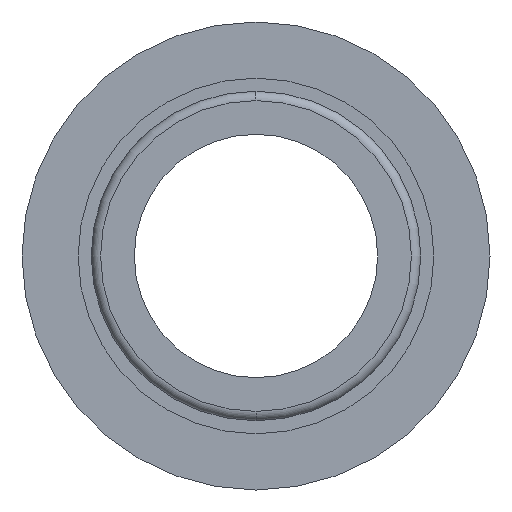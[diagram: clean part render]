
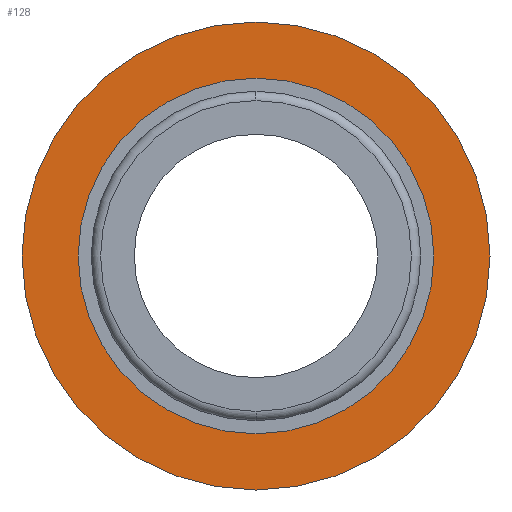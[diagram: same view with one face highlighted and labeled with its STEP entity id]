
A CAD part, front view. The second image highlights one B-rep face of the part: STEP entity #128.
In plain terms, the highlighted planar face has unit normal (0, -1, 0).
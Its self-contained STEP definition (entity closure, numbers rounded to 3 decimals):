
#128=ADVANCED_FACE('',(#273,#274),#275,.T.);
#273=FACE_OUTER_BOUND('',#428,.T.);
#274=FACE_BOUND('',#429,.T.);
#275=PLANE('',#430);
#428=EDGE_LOOP('',(#717,#718));
#429=EDGE_LOOP('',(#719,#720));
#430=AXIS2_PLACEMENT_3D('',#721,#722,#723);
#717=ORIENTED_EDGE('',*,*,#969,.T.);
#718=ORIENTED_EDGE('',*,*,#893,.T.);
#719=ORIENTED_EDGE('',*,*,#926,.F.);
#720=ORIENTED_EDGE('',*,*,#970,.F.);
#721=CARTESIAN_POINT('',(0.0,27.0,0.0));
#722=DIRECTION('',(0.0,-1.0,0.0));
#723=DIRECTION('',(-1.0,0.0,0.0));
#893=EDGE_CURVE('',#1062,#1060,#1063,.T.);
#926=EDGE_CURVE('',#1115,#1113,#1117,.T.);
#969=EDGE_CURVE('',#1060,#1062,#1166,.T.);
#970=EDGE_CURVE('',#1113,#1115,#1167,.T.);
#1060=VERTEX_POINT('',#1268);
#1062=VERTEX_POINT('',#1271);
#1063=CIRCLE('',#1272,12.5);
#1113=VERTEX_POINT('',#1325);
#1115=VERTEX_POINT('',#1328);
#1117=CIRCLE('',#1331,9.5);
#1166=CIRCLE('',#1398,12.5);
#1167=CIRCLE('',#1399,9.5);
#1268=CARTESIAN_POINT('',(12.5,27.0,0.0));
#1271=CARTESIAN_POINT('',(-12.5,27.0,0.));
#1272=AXIS2_PLACEMENT_3D('',#1500,#1501,#1502);
#1325=CARTESIAN_POINT('',(9.5,27.0,0.));
#1328=CARTESIAN_POINT('',(-9.5,27.0,0.));
#1331=AXIS2_PLACEMENT_3D('',#1568,#1569,#1570);
#1398=AXIS2_PLACEMENT_3D('',#1616,#1617,#1618);
#1399=AXIS2_PLACEMENT_3D('',#1619,#1620,#1621);
#1500=CARTESIAN_POINT('',(0.0,27.0,0.0));
#1501=DIRECTION('',(0.0,-1.0,0.0));
#1502=DIRECTION('',(1.0,0.0,0.0));
#1568=CARTESIAN_POINT('',(0.0,27.0,0.0));
#1569=DIRECTION('',(0.0,-1.0,0.0));
#1570=DIRECTION('',(1.0,0.0,0.0));
#1616=CARTESIAN_POINT('',(0.0,27.0,0.0));
#1617=DIRECTION('',(0.0,-1.0,0.0));
#1618=DIRECTION('',(1.0,0.0,0.0));
#1619=CARTESIAN_POINT('',(0.0,27.0,0.0));
#1620=DIRECTION('',(0.0,-1.0,0.0));
#1621=DIRECTION('',(1.0,0.0,0.0));
